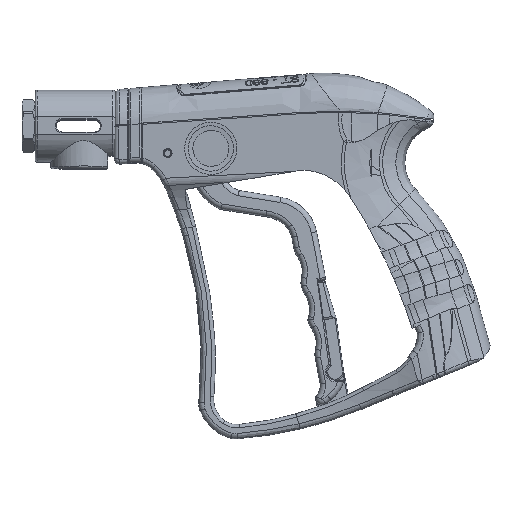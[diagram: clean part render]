
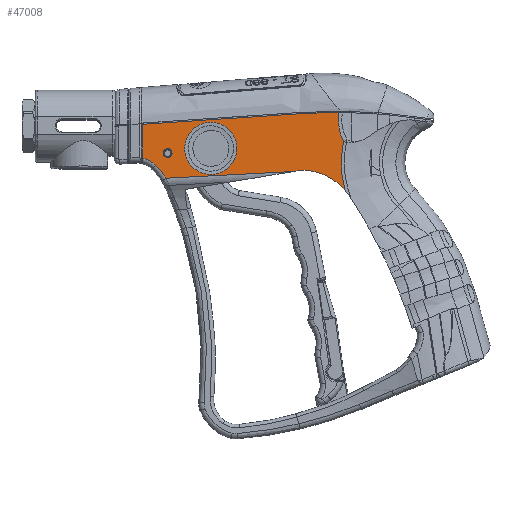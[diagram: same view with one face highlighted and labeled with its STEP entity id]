
A CAD part, front view. The second image highlights one B-rep face of the part: STEP entity #47008.
In plain terms, the highlighted face is planar.
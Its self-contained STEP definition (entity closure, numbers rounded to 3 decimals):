
#1336=CIRCLE('',#49962,2.1);
#1337=CIRCLE('',#49963,12.5);
#1338=CIRCLE('',#49964,34.699);
#1339=CIRCLE('',#49965,20.119);
#1340=CIRCLE('',#49966,32.258);
#1341=CIRCLE('',#49967,26.817);
#1342=CIRCLE('',#49968,284.284);
#3252=B_SPLINE_CURVE_WITH_KNOTS('',3,(#65400,#65401,#65402,#65403,#65404,
#65405,#65406,#65407,#65408,#65409,#65410,#65411,#65412,#65413,#65414,#65415,
#65416,#65417,#65418),.UNSPECIFIED.,.T.,.F.,(1,1,1,1,1,1,1,1,1,1,1,1,1,
1,1,1,1,1,1,1,1,1,1),(-0.014,-0.01,-0.005,
0.,0.005,0.01,0.014,
0.019,0.024,0.029,0.034,
0.038,0.043,0.048,0.053,
0.058,0.062,0.067,0.072,
0.077,0.082,0.086,0.091),
 .UNSPECIFIED.);
#3253=B_SPLINE_CURVE_WITH_KNOTS('',3,(#65439,#65440,#65441,#65442,#65443),
 .UNSPECIFIED.,.F.,.F.,(4,1,4),(0.,0.011,
0.023),.UNSPECIFIED.);
#3254=B_SPLINE_CURVE_WITH_KNOTS('',3,(#65445,#65446,#65447,#65448,#65449,
#65450),.UNSPECIFIED.,.F.,.F.,(4,1,1,4),(0.,0.007,
0.01,0.014),.UNSPECIFIED.);
#6526=ORIENTED_EDGE('',*,*,#21409,.T.);
#6527=ORIENTED_EDGE('',*,*,#21410,.T.);
#6528=ORIENTED_EDGE('',*,*,#21411,.T.);
#6529=ORIENTED_EDGE('',*,*,#21412,.F.);
#6530=ORIENTED_EDGE('',*,*,#21413,.F.);
#6531=ORIENTED_EDGE('',*,*,#21414,.F.);
#6532=ORIENTED_EDGE('',*,*,#21415,.F.);
#6533=ORIENTED_EDGE('',*,*,#21416,.F.);
#6534=ORIENTED_EDGE('',*,*,#21417,.F.);
#6535=ORIENTED_EDGE('',*,*,#21418,.F.);
#6536=ORIENTED_EDGE('',*,*,#21419,.F.);
#6537=ORIENTED_EDGE('',*,*,#21420,.F.);
#6538=ORIENTED_EDGE('',*,*,#21421,.F.);
#6539=ORIENTED_EDGE('',*,*,#21422,.T.);
#21409=EDGE_CURVE('',#28834,#28834,#1336,.F.);
#21410=EDGE_CURVE('',#28835,#28835,#3252,.T.);
#21411=EDGE_CURVE('',#28836,#28837,#33533,.T.);
#21412=EDGE_CURVE('',#28838,#28837,#33534,.T.);
#21413=EDGE_CURVE('',#28839,#28838,#1337,.F.);
#21414=EDGE_CURVE('',#28840,#28839,#1338,.F.);
#21415=EDGE_CURVE('',#28841,#28840,#33535,.T.);
#21416=EDGE_CURVE('',#28842,#28841,#33536,.T.);
#21417=EDGE_CURVE('',#28843,#28842,#1339,.F.);
#21418=EDGE_CURVE('',#28844,#28843,#1340,.F.);
#21419=EDGE_CURVE('',#28845,#28844,#1341,.F.);
#21420=EDGE_CURVE('',#28846,#28845,#3253,.T.);
#21421=EDGE_CURVE('',#28847,#28846,#3254,.T.);
#21422=EDGE_CURVE('',#28847,#28836,#1342,.F.);
#28834=VERTEX_POINT('',#65399);
#28835=VERTEX_POINT('',#65419);
#28836=VERTEX_POINT('',#65421);
#28837=VERTEX_POINT('',#65422);
#28838=VERTEX_POINT('',#65424);
#28839=VERTEX_POINT('',#65426);
#28840=VERTEX_POINT('',#65428);
#28841=VERTEX_POINT('',#65430);
#28842=VERTEX_POINT('',#65432);
#28843=VERTEX_POINT('',#65434);
#28844=VERTEX_POINT('',#65436);
#28845=VERTEX_POINT('',#65438);
#28846=VERTEX_POINT('',#65444);
#28847=VERTEX_POINT('',#65451);
#33533=LINE('',#65420,#36740);
#33534=LINE('',#65423,#36741);
#33535=LINE('',#65429,#36742);
#33536=LINE('',#65431,#36743);
#36740=VECTOR('',#53572,1000.);
#36741=VECTOR('',#53573,1000.);
#36742=VECTOR('',#53578,1000.);
#36743=VECTOR('',#53579,1000.);
#39862=EDGE_LOOP('',(#6526));
#39863=EDGE_LOOP('',(#6527));
#39864=EDGE_LOOP('',(#6528,#6529,#6530,#6531,#6532,#6533,#6534,#6535,#6536,
#6537,#6538,#6539));
#42903=FACE_BOUND('',#39862,.T.);
#42904=FACE_BOUND('',#39863,.T.);
#42905=FACE_BOUND('',#39864,.T.);
#45907=PLANE('',#49961);
#47008=ADVANCED_FACE('',(#42903,#42904,#42905),#45907,.T.);
#49961=AXIS2_PLACEMENT_3D('',#65397,#53568,#53569);
#49962=AXIS2_PLACEMENT_3D('',#65398,#53570,#53571);
#49963=AXIS2_PLACEMENT_3D('',#65425,#53574,#53575);
#49964=AXIS2_PLACEMENT_3D('',#65427,#53576,#53577);
#49965=AXIS2_PLACEMENT_3D('',#65433,#53580,#53581);
#49966=AXIS2_PLACEMENT_3D('',#65435,#53582,#53583);
#49967=AXIS2_PLACEMENT_3D('',#65437,#53584,#53585);
#49968=AXIS2_PLACEMENT_3D('',#65452,#53586,#53587);
#53568=DIRECTION('',(0.,0.,1.));
#53569=DIRECTION('',(-1.,0.,0.));
#53570=DIRECTION('',(0.,0.,1.));
#53571=DIRECTION('',(1.,0.,0.));
#53572=DIRECTION('',(-0.998,-0.067,0.));
#53573=DIRECTION('',(0.,1.,0.));
#53574=DIRECTION('',(0.,0.,-1.));
#53575=DIRECTION('',(-1.,0.,0.));
#53576=DIRECTION('',(0.,0.,-1.));
#53577=DIRECTION('',(-1.,0.,0.));
#53578=DIRECTION('',(-0.999,-0.052,0.));
#53579=DIRECTION('',(-0.987,-0.163,0.));
#53580=DIRECTION('',(0.,0.,-1.));
#53581=DIRECTION('',(-1.,0.,0.));
#53582=DIRECTION('',(0.,0.,-1.));
#53583=DIRECTION('',(-1.,0.,0.));
#53584=DIRECTION('',(0.,0.,-1.));
#53585=DIRECTION('',(-1.,0.,0.));
#53586=DIRECTION('',(0.,0.,-1.));
#53587=DIRECTION('',(-1.,0.,0.));
#65397=CARTESIAN_POINT('',(5.308,-139.948,17.));
#65398=CARTESIAN_POINT('',(-17.862,-21.7,17.));
#65399=CARTESIAN_POINT('',(-15.762,-21.7,17.));
#65400=CARTESIAN_POINT('',(14.51,-15.66,17.));
#65401=CARTESIAN_POINT('',(15.063,-20.569,17.));
#65402=CARTESIAN_POINT('',(13.7,-25.292,17.));
#65403=CARTESIAN_POINT('',(10.639,-29.137,17.));
#65404=CARTESIAN_POINT('',(6.342,-31.517,17.));
#65405=CARTESIAN_POINT('',(1.46,-32.069,17.));
#65406=CARTESIAN_POINT('',(-3.262,-30.706,17.));
#65407=CARTESIAN_POINT('',(-7.105,-27.634,17.));
#65408=CARTESIAN_POINT('',(-9.479,-23.323,17.));
#65409=CARTESIAN_POINT('',(-10.026,-18.439,17.));
#65410=CARTESIAN_POINT('',(-8.67,-13.718,17.));
#65411=CARTESIAN_POINT('',(-5.615,-9.872,17.));
#65412=CARTESIAN_POINT('',(-1.319,-7.486,17.));
#65413=CARTESIAN_POINT('',(3.569,-6.929,17.));
#65414=CARTESIAN_POINT('',(8.299,-8.294,17.));
#65415=CARTESIAN_POINT('',(12.138,-11.366,17.));
#65416=CARTESIAN_POINT('',(14.51,-15.66,17.));
#65417=CARTESIAN_POINT('',(15.063,-20.569,17.));
#65418=CARTESIAN_POINT('',(13.7,-25.292,17.));
#65419=CARTESIAN_POINT('',(14.744,-20.538,17.));
#65420=CARTESIAN_POINT('',(-3.675,-6.423,17.));
#65421=CARTESIAN_POINT('',(42.76,-3.299,17.));
#65422=CARTESIAN_POINT('',(-29.6,-8.167,17.));
#65423=CARTESIAN_POINT('',(-29.6,-8.201,17.));
#65424=CARTESIAN_POINT('',(-29.6,-24.157,17.));
#65425=CARTESIAN_POINT('',(-32.252,-36.372,17.));
#65426=CARTESIAN_POINT('',(-23.465,-27.481,17.));
#65427=CARTESIAN_POINT('',(-47.856,-52.162,17.));
#65428=CARTESIAN_POINT('',(-18.579,-33.537,17.));
#65429=CARTESIAN_POINT('',(-0.319,-32.58,17.));
#65430=CARTESIAN_POINT('',(41.359,-30.396,17.));
#65431=CARTESIAN_POINT('',(-11.344,-39.099,17.));
#65432=CARTESIAN_POINT('',(43.216,-30.09,17.));
#65433=CARTESIAN_POINT('',(46.494,-49.94,17.));
#65434=CARTESIAN_POINT('',(52.638,-30.782,17.));
#65435=CARTESIAN_POINT('',(42.787,-61.499,17.));
#65436=CARTESIAN_POINT('',(58.918,-33.564,17.));
#65437=CARTESIAN_POINT('',(45.507,-56.787,17.));
#65438=CARTESIAN_POINT('',(65.759,-39.208,17.));
#65439=CARTESIAN_POINT('',(64.998,-16.352,17.));
#65440=CARTESIAN_POINT('',(64.191,-20.145,17.));
#65441=CARTESIAN_POINT('',(63.526,-27.761,17.));
#65442=CARTESIAN_POINT('',(64.706,-35.477,17.));
#65443=CARTESIAN_POINT('',(65.759,-39.208,17.));
#65444=CARTESIAN_POINT('',(64.998,-16.352,17.));
#65445=CARTESIAN_POINT('',(62.872,-2.66,17.));
#65446=CARTESIAN_POINT('',(62.511,-4.999,17.));
#65447=CARTESIAN_POINT('',(62.528,-8.494,17.));
#65448=CARTESIAN_POINT('',(63.644,-13.109,17.));
#65449=CARTESIAN_POINT('',(64.503,-15.285,17.));
#65450=CARTESIAN_POINT('',(64.998,-16.352,17.));
#65451=CARTESIAN_POINT('',(62.872,-2.66,17.));
#65452=CARTESIAN_POINT('',(61.843,-286.942,17.));
